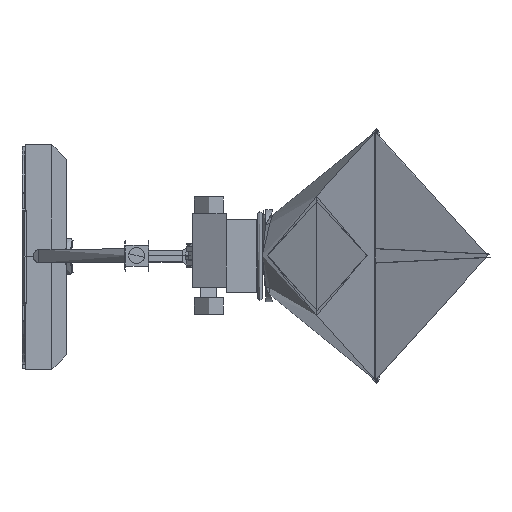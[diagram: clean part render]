
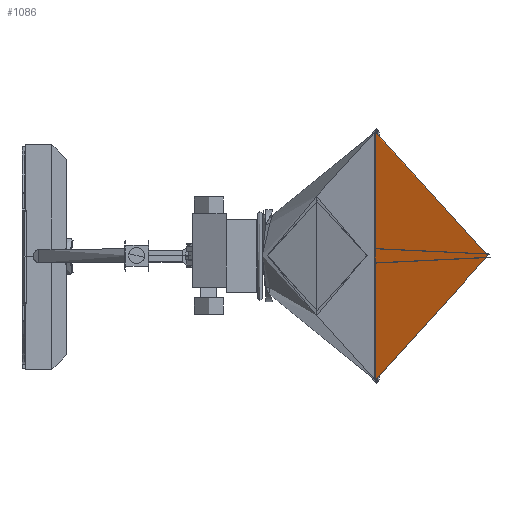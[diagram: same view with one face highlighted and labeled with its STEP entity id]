
A CAD part, top view. The second image highlights one B-rep face of the part: STEP entity #1086.
In plain terms, the highlighted free-form (B-spline) face has degree [2, 2] with [3, 5] control points.
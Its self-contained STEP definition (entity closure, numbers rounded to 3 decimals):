
#1086=ADVANCED_FACE('',(#1407),#7512,.T.);
#1407=FACE_OUTER_BOUND('',#1754,.T.);
#1754=EDGE_LOOP('',(#3203,#3204,#3205,#3206));
#3203=ORIENTED_EDGE('',*,*,#4526,.F.);
#3204=ORIENTED_EDGE('',*,*,#4527,.T.);
#3205=ORIENTED_EDGE('',*,*,#4525,.F.);
#3206=ORIENTED_EDGE('',*,*,#4528,.T.);
#4525=EDGE_CURVE('',#7092,#7093,#5850,.T.);
#4526=EDGE_CURVE('',#7094,#7095,#5851,.T.);
#4527=EDGE_CURVE('',#7094,#7093,#5852,.T.);
#4528=EDGE_CURVE('',#7092,#7095,#5853,.T.);
#5850=(
BOUNDED_CURVE()
B_SPLINE_CURVE(2,(#16004,#16005,#16006),.UNSPECIFIED.,.F.,.F.)
B_SPLINE_CURVE_WITH_KNOTS((3,3),(0.916,1.357),
 .UNSPECIFIED.)
CURVE()
GEOMETRIC_REPRESENTATION_ITEM()
RATIONAL_B_SPLINE_CURVE((1.,0.904,1.))
REPRESENTATION_ITEM('')
);
#5851=(
BOUNDED_CURVE()
B_SPLINE_CURVE(2,(#16007,#16008,#16009),.UNSPECIFIED.,.F.,.F.)
B_SPLINE_CURVE_WITH_KNOTS((3,3),(-1.357,-0.916),
 .UNSPECIFIED.)
CURVE()
GEOMETRIC_REPRESENTATION_ITEM()
RATIONAL_B_SPLINE_CURVE((1.,0.904,1.))
REPRESENTATION_ITEM('')
);
#5852=(
BOUNDED_CURVE()
B_SPLINE_CURVE(2,(#16010,#16011,#16012,#16013,#16014),.UNSPECIFIED.,.F.,
 .F.)
B_SPLINE_CURVE_WITH_KNOTS((3,2,3),(170.319,255.478,340.637),
 .UNSPECIFIED.)
CURVE()
GEOMETRIC_REPRESENTATION_ITEM()
RATIONAL_B_SPLINE_CURVE((1.,0.707,1.,0.707,1.))
REPRESENTATION_ITEM('')
);
#5853=(
BOUNDED_CURVE()
B_SPLINE_CURVE(2,(#16015,#16016,#16017,#16018,#16019),.UNSPECIFIED.,.F.,
 .F.)
B_SPLINE_CURVE_WITH_KNOTS((3,2,3),(-340.637,-255.478,
-170.319),.UNSPECIFIED.)
CURVE()
GEOMETRIC_REPRESENTATION_ITEM()
RATIONAL_B_SPLINE_CURVE((1.,0.707,1.,0.707,1.))
REPRESENTATION_ITEM('')
);
#7092=VERTEX_POINT('',#16000);
#7093=VERTEX_POINT('',#16001);
#7094=VERTEX_POINT('',#16002);
#7095=VERTEX_POINT('',#16003);
#7512=(
BOUNDED_SURFACE()
B_SPLINE_SURFACE(2,2,((#15985,#15986,#15987,#15988,#15989),(#15990,#15991,
#15992,#15993,#15994),(#15995,#15996,#15997,#15998,#15999)),
 .UNSPECIFIED.,.F.,.F.,.F.)
B_SPLINE_SURFACE_WITH_KNOTS((3,3),(3,2,3),(0.916,1.357),
(170.319,255.478,340.637),.UNSPECIFIED.)
GEOMETRIC_REPRESENTATION_ITEM()
RATIONAL_B_SPLINE_SURFACE(((1.,0.707,1.,0.707,1.),
(0.904,0.64,0.904,0.64,
0.904),(1.,0.707,1.,0.707,1.)))
REPRESENTATION_ITEM('')
SURFACE()
);
#15985=CARTESIAN_POINT('',(-509.404,-54.084,10.219));
#15986=CARTESIAN_POINT('',(-460.189,-54.078,32.648));
#15987=CARTESIAN_POINT('',(-460.196,0.007,32.648));
#15988=CARTESIAN_POINT('',(-460.203,54.091,32.648));
#15989=CARTESIAN_POINT('',(-509.418,54.085,10.219));
#15990=CARTESIAN_POINT('',(-509.429,-53.857,10.274));
#15991=CARTESIAN_POINT('',(-460.422,-53.85,32.609));
#15992=CARTESIAN_POINT('',(-460.429,0.007,32.609));
#15993=CARTESIAN_POINT('',(-460.436,53.863,32.609));
#15994=CARTESIAN_POINT('',(-509.443,53.857,10.274));
#15995=CARTESIAN_POINT('',(-509.518,-53.759,10.47));
#15996=CARTESIAN_POINT('',(-460.6,-53.753,32.763));
#15997=CARTESIAN_POINT('',(-460.607,0.007,32.763));
#15998=CARTESIAN_POINT('',(-460.614,53.766,32.763));
#15999=CARTESIAN_POINT('',(-509.532,53.759,10.47));
#16000=CARTESIAN_POINT('',(-509.418,54.085,10.219));
#16001=CARTESIAN_POINT('',(-509.532,53.759,10.47));
#16002=CARTESIAN_POINT('',(-509.518,-53.759,10.47));
#16003=CARTESIAN_POINT('',(-509.404,-54.084,10.219));
#16004=CARTESIAN_POINT('',(-509.418,54.085,10.219));
#16005=CARTESIAN_POINT('',(-509.443,53.857,10.274));
#16006=CARTESIAN_POINT('',(-509.532,53.759,10.47));
#16007=CARTESIAN_POINT('',(-509.518,-53.759,10.47));
#16008=CARTESIAN_POINT('',(-509.429,-53.857,10.274));
#16009=CARTESIAN_POINT('',(-509.404,-54.084,10.219));
#16010=CARTESIAN_POINT('',(-509.518,-53.759,10.47));
#16011=CARTESIAN_POINT('',(-460.6,-53.753,32.763));
#16012=CARTESIAN_POINT('',(-460.607,0.007,32.763));
#16013=CARTESIAN_POINT('',(-460.614,53.766,32.763));
#16014=CARTESIAN_POINT('',(-509.532,53.759,10.47));
#16015=CARTESIAN_POINT('',(-509.418,54.085,10.219));
#16016=CARTESIAN_POINT('',(-460.203,54.091,32.648));
#16017=CARTESIAN_POINT('',(-460.196,0.007,32.648));
#16018=CARTESIAN_POINT('',(-460.189,-54.078,32.648));
#16019=CARTESIAN_POINT('',(-509.404,-54.084,10.219));
